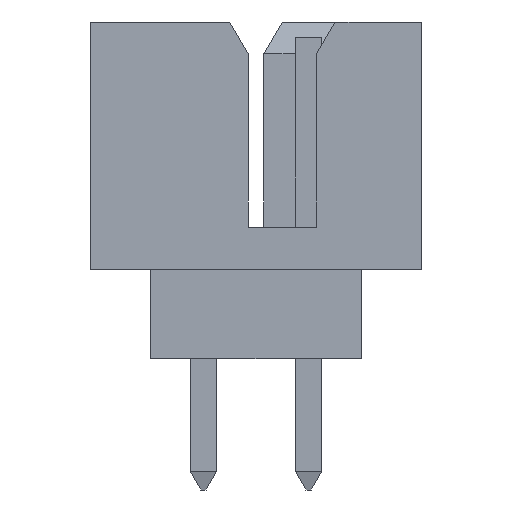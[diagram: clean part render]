
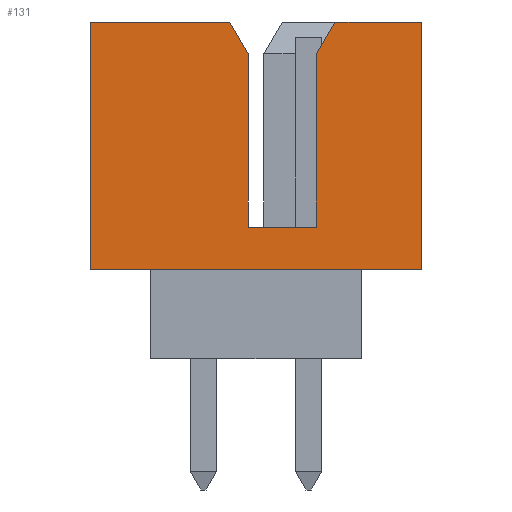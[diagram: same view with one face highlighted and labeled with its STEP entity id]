
A CAD part, left-side view. The second image highlights one B-rep face of the part: STEP entity #131.
In plain terms, the highlighted planar face has unit normal (-1, 0, 0).
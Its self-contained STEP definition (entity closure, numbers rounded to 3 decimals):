
#131=ADVANCED_FACE('',(#764),#448,.T.);
#448=PLANE('',#5870);
#764=FACE_OUTER_BOUND('',#1116,.T.);
#1116=EDGE_LOOP('',(#1838,#1839,#1840,#1841,#1842,#1843,#1844,#1845,#1846,
#1847));
#1838=ORIENTED_EDGE('',*,*,#3824,.F.);
#1839=ORIENTED_EDGE('',*,*,#3492,.T.);
#1840=ORIENTED_EDGE('',*,*,#3823,.F.);
#1841=ORIENTED_EDGE('',*,*,#3815,.F.);
#1842=ORIENTED_EDGE('',*,*,#3788,.T.);
#1843=ORIENTED_EDGE('',*,*,#3474,.T.);
#1844=ORIENTED_EDGE('',*,*,#3825,.F.);
#1845=ORIENTED_EDGE('',*,*,#3826,.F.);
#1846=ORIENTED_EDGE('',*,*,#3698,.F.);
#1847=ORIENTED_EDGE('',*,*,#3827,.F.);
#2974=VERTEX_POINT('',#7605);
#2975=VERTEX_POINT('',#7607);
#2985=VERTEX_POINT('',#7632);
#2990=VERTEX_POINT('',#7642);
#3155=VERTEX_POINT('',#8053);
#3156=VERTEX_POINT('',#8055);
#3235=VERTEX_POINT('',#8228);
#3257=VERTEX_POINT('',#8279);
#3263=VERTEX_POINT('',#8296);
#3264=VERTEX_POINT('',#8298);
#3474=EDGE_CURVE('',#2975,#2974,#4262,.T.);
#3492=EDGE_CURVE('',#2985,#2990,#4280,.T.);
#3698=EDGE_CURVE('',#3155,#3156,#4480,.T.);
#3788=EDGE_CURVE('',#3235,#2975,#4570,.T.);
#3815=EDGE_CURVE('',#3235,#3257,#4597,.T.);
#3823=EDGE_CURVE('',#3257,#2990,#4605,.T.);
#3824=EDGE_CURVE('',#2985,#3263,#4606,.T.);
#3825=EDGE_CURVE('',#3264,#2974,#4607,.T.);
#3826=EDGE_CURVE('',#3156,#3264,#4608,.T.);
#3827=EDGE_CURVE('',#3263,#3155,#4609,.T.);
#4262=LINE('',#7606,#5044);
#4280=LINE('',#7643,#5062);
#4480=LINE('',#8054,#5262);
#4570=LINE('',#8227,#5352);
#4597=LINE('',#8278,#5379);
#4605=LINE('',#8293,#5387);
#4606=LINE('',#8295,#5388);
#4607=LINE('',#8297,#5389);
#4608=LINE('',#8299,#5390);
#4609=LINE('',#8300,#5391);
#5044=VECTOR('',#6158,1.);
#5062=VECTOR('',#6182,1.);
#5262=VECTOR('',#6474,1.);
#5352=VECTOR('',#6572,1.);
#5379=VECTOR('',#6603,1.);
#5387=VECTOR('',#6613,1.);
#5388=VECTOR('',#6616,1.);
#5389=VECTOR('',#6617,1.);
#5390=VECTOR('',#6618,1.);
#5391=VECTOR('',#6619,1.);
#5870=AXIS2_PLACEMENT_3D('',#8301,#6620,#6621);
#6158=DIRECTION('',(0.,1.,0.));
#6182=DIRECTION('',(0.,1.,0.));
#6474=DIRECTION('',(0.,-1.,0.));
#6572=DIRECTION('',(0.,0.,1.));
#6603=DIRECTION('',(0.,1.,0.));
#6613=DIRECTION('',(0.,0.,1.));
#6616=DIRECTION('',(0.,-0.504,-0.864));
#6617=DIRECTION('',(0.,-0.504,0.864));
#6618=DIRECTION('',(0.,0.,1.));
#6619=DIRECTION('',(0.,0.,-1.));
#6620=DIRECTION('',(-1.,0.,0.));
#6621=DIRECTION('',(0.,0.,1.));
#7605=CARTESIAN_POINT('',(-9.325,-1.5,6.4));
#7606=CARTESIAN_POINT('',(-9.325,3.15,6.4));
#7607=CARTESIAN_POINT('',(-9.325,-3.15,6.4));
#7632=CARTESIAN_POINT('',(-9.325,0.5,6.4));
#7642=CARTESIAN_POINT('',(-9.325,3.15,6.4));
#7643=CARTESIAN_POINT('',(-9.325,3.15,6.4));
#8053=CARTESIAN_POINT('',(-9.325,0.15,2.5));
#8054=CARTESIAN_POINT('',(-9.325,3.15,2.5));
#8055=CARTESIAN_POINT('',(-9.325,-1.15,2.5));
#8227=CARTESIAN_POINT('',(-9.325,-3.15,6.4));
#8228=CARTESIAN_POINT('',(-9.325,-3.15,1.7));
#8278=CARTESIAN_POINT('',(-9.325,-3.15,1.7));
#8279=CARTESIAN_POINT('',(-9.325,3.15,1.7));
#8293=CARTESIAN_POINT('',(-9.325,3.15,6.4));
#8295=CARTESIAN_POINT('',(-9.325,1.173,7.553));
#8296=CARTESIAN_POINT('',(-9.325,0.15,5.8));
#8297=CARTESIAN_POINT('',(-9.325,-0.319,4.376));
#8298=CARTESIAN_POINT('',(-9.325,-1.15,5.8));
#8299=CARTESIAN_POINT('',(-9.325,-1.15,6.4));
#8300=CARTESIAN_POINT('',(-9.325,0.15,6.4));
#8301=CARTESIAN_POINT('',(-9.325,3.15,6.4));
